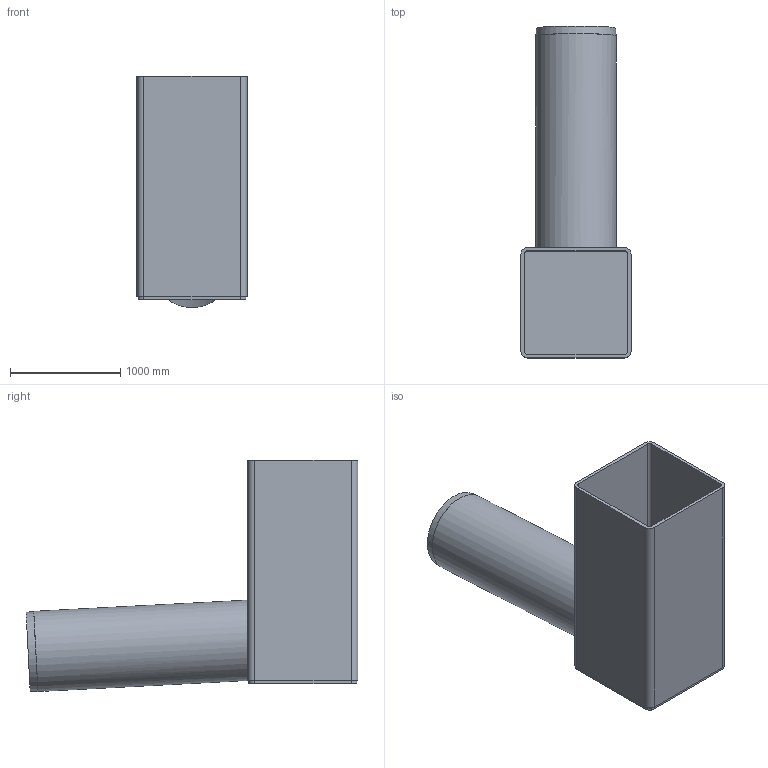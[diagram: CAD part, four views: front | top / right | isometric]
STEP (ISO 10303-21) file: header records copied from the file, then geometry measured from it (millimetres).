
FILE_DESCRIPTION(/* description */ (''),/* implementation_level */ '2;1');
FILE_NAME(/* name */ '19308.070X_3D.stp',/* time_stamp */ '2025-02-26T11:02:50+01:00',/* author */ ('c.rudolph'),/* organization */ (''),/* preprocessor_version */ 'ST-DEVELOPER v20',/* originating_system */ 'AutoCAD Mechanical',/* authorisation */ '');
FILE_SCHEMA (('AUTOMOTIVE_DESIGN { 1 0 10303 214 3 1 1 }'));
Length unit declared in the file: centimetre
Products named in the file (2): Product; *S0
Assembly tree (1 placements, depth 2):
  Product
    *S0
Bounding box: 1000 x 3015.36 x 2099.96 mm (x, y, z)
Volume: 316097818.4 mm3; surface area: 25743310.9 mm2
Topology: 3 solids, 3 shells, 55 faces, 154 edges, 106 vertices
Faces by surface type: plane 32, cylinder 18, cone 3, torus 2
Full cylindrical faces by diameter (mm): 698 x1, 730 x1
Entity records: 1866 total; most frequent: DIRECTION 332, CARTESIAN_POINT 318, ORIENTED_EDGE 302, EDGE_CURVE 151, AXIS2_PLACEMENT_3D 120, VERTEX_POINT 100, LINE 92, VECTOR 92
